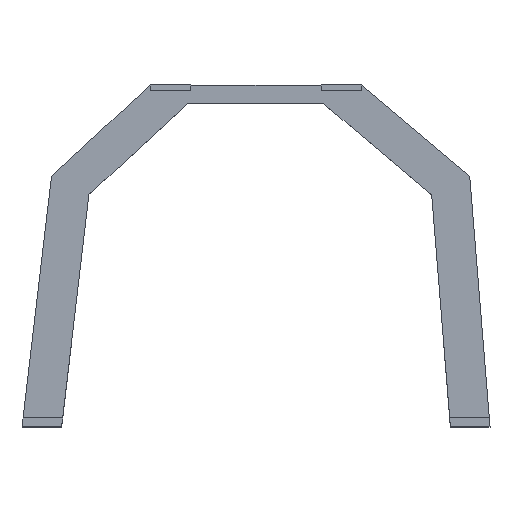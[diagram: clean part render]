
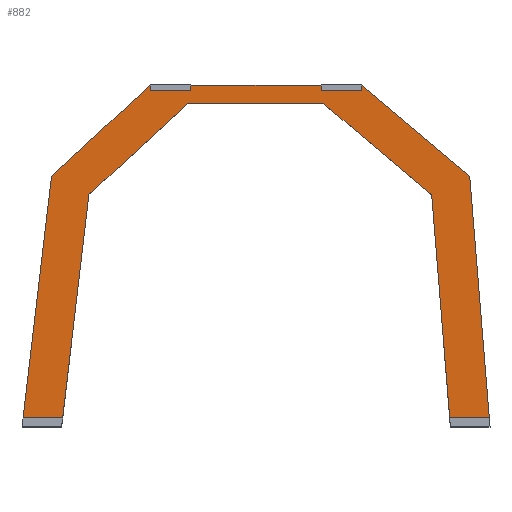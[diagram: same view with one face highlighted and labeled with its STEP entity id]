
A CAD part, top view. The second image highlights one B-rep face of the part: STEP entity #882.
In plain terms, the highlighted planar face has unit normal (0, 0, 1).
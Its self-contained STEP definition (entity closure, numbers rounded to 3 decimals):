
#8 = ORIENTED_EDGE ( 'NONE', *, *, #1089, .T. ) ;
#11 = EDGE_LOOP ( 'NONE', ( #379, #794, #262, #1076, #8, #552, #197, #543, #961, #241, #954, #74, #699, #85, #24, #801, #416, #423 ) ) ;
#22 = DIRECTION ( 'NONE',  ( 1., 0., 0. ) ) ;
#24 = ORIENTED_EDGE ( 'NONE', *, *, #1002, .T. ) ;
#25 = VERTEX_POINT ( 'NONE', #1064 ) ;
#27 = VECTOR ( 'NONE', #749, 1000. ) ;
#30 = VECTOR ( 'NONE', #734, 1000. ) ;
#36 = CARTESIAN_POINT ( 'NONE',  ( 0.294, 2.5, 10. ) ) ;
#48 = VECTOR ( 'NONE', #727, 1000. ) ;
#68 = VERTEX_POINT ( 'NONE', #211 ) ;
#74 = ORIENTED_EDGE ( 'NONE', *, *, #565, .T. ) ;
#77 = CARTESIAN_POINT ( 'NONE',  ( 72.124, 93.5, 10. ) ) ;
#78 = VERTEX_POINT ( 'NONE', #391 ) ;
#81 = CARTESIAN_POINT ( 'NONE',  ( 102.792, 64.491, 10. ) ) ;
#84 = EDGE_CURVE ( 'NONE', #78, #260, #561, .T. ) ;
#85 = ORIENTED_EDGE ( 'NONE', *, *, #363, .T. ) ;
#95 = CARTESIAN_POINT ( 'NONE',  ( 0., 0., 10. ) ) ;
#116 = CARTESIAN_POINT ( 'NONE',  ( 83.354, 95., 10. ) ) ;
#124 = VECTOR ( 'NONE', #839, 1000. ) ;
#130 = CARTESIAN_POINT ( 'NONE',  ( 72.568, 90., 10. ) ) ;
#143 = VECTOR ( 'NONE', #468, 1000. ) ;
#152 = EDGE_CURVE ( 'NONE', #171, #676, #300, .T. ) ;
#154 = EDGE_CURVE ( 'NONE', #1077, #975, #293, .T. ) ;
#168 = EDGE_CURVE ( 'NONE', #537, #975, #646, .T. ) ;
#171 = VERTEX_POINT ( 'NONE', #719 ) ;
#193 = DIRECTION ( 'NONE',  ( 0., -1., 0. ) ) ;
#197 = ORIENTED_EDGE ( 'NONE', *, *, #168, .F. ) ;
#205 = VERTEX_POINT ( 'NONE', #758 ) ;
#211 = CARTESIAN_POINT ( 'NONE',  ( 24.646, 95., 10. ) ) ;
#222 = VECTOR ( 'NONE', #249, 1000. ) ;
#225 = CARTESIAN_POINT ( 'NONE',  ( -2.811, 69.663, 10. ) ) ;
#241 = ORIENTED_EDGE ( 'NONE', *, *, #272, .T. ) ;
#249 = DIRECTION ( 'NONE',  ( 0., -1., 0. ) ) ;
#256 = LINE ( 'NONE', #865, #482 ) ;
#258 = VECTOR ( 'NONE', #308, 1000. ) ;
#260 = VERTEX_POINT ( 'NONE', #492 ) ;
#262 = ORIENTED_EDGE ( 'NONE', *, *, #1007, .T. ) ;
#272 = EDGE_CURVE ( 'NONE', #205, #697, #486, .T. ) ;
#277 = VERTEX_POINT ( 'NONE', #721 ) ;
#286 = VECTOR ( 'NONE', #891, 1000. ) ;
#287 = DIRECTION ( 'NONE',  ( -1., 0., 0. ) ) ;
#293 = LINE ( 'NONE', #993, #30 ) ;
#300 = LINE ( 'NONE', #820, #325 ) ;
#301 = LINE ( 'NONE', #130, #1093 ) ;
#308 = DIRECTION ( 'NONE',  ( -0.735, -0.678, 0. ) ) ;
#310 = EDGE_CURVE ( 'NONE', #450, #697, #393, .T. ) ;
#325 = VECTOR ( 'NONE', #193, 1000. ) ;
#329 = VECTOR ( 'NONE', #22, 1000. ) ;
#335 = LINE ( 'NONE', #518, #841 ) ;
#352 = VERTEX_POINT ( 'NONE', #390 ) ;
#353 = CARTESIAN_POINT ( 'NONE',  ( 24.646, 95., 10. ) ) ;
#363 = EDGE_CURVE ( 'NONE', #850, #819, #807, .T. ) ;
#377 = AXIS2_PLACEMENT_3D ( 'NONE', #95, #789, #526 ) ;
#379 = ORIENTED_EDGE ( 'NONE', *, *, #1105, .T. ) ;
#387 = VECTOR ( 'NONE', #287, 1000. ) ;
#390 = CARTESIAN_POINT ( 'NONE',  ( 118.798, 2.5, 10. ) ) ;
#391 = CARTESIAN_POINT ( 'NONE',  ( 83.354, 95., 10. ) ) ;
#392 = LINE ( 'NONE', #628, #564 ) ;
#393 = LINE ( 'NONE', #36, #387 ) ;
#416 = ORIENTED_EDGE ( 'NONE', *, *, #847, .F. ) ;
#423 = ORIENTED_EDGE ( 'NONE', *, *, #1055, .T. ) ;
#450 = VERTEX_POINT ( 'NONE', #1026 ) ;
#453 = CARTESIAN_POINT ( 'NONE',  ( 7.581, 64.491, 10. ) ) ;
#467 = LINE ( 'NONE', #813, #48 ) ;
#468 = DIRECTION ( 'NONE',  ( -0.117, -0.993, 0. ) ) ;
#482 = VECTOR ( 'NONE', #869, 1000. ) ;
#486 = LINE ( 'NONE', #900, #143 ) ;
#492 = CARTESIAN_POINT ( 'NONE',  ( 83.354, 93.5, 10. ) ) ;
#493 = LINE ( 'NONE', #1097, #124 ) ;
#518 = CARTESIAN_POINT ( 'NONE',  ( 0., 0., 10. ) ) ;
#526 = DIRECTION ( 'NONE',  ( -1., 0., 0. ) ) ;
#537 = VERTEX_POINT ( 'NONE', #1039 ) ;
#540 = FACE_OUTER_BOUND ( 'NONE', #11, .T. ) ;
#543 = ORIENTED_EDGE ( 'NONE', *, *, #843, .F. ) ;
#546 = CARTESIAN_POINT ( 'NONE',  ( 24.646, 93.5, 10. ) ) ;
#547 = CARTESIAN_POINT ( 'NONE',  ( 7.581, 64.491, 10. ) ) ;
#552 = ORIENTED_EDGE ( 'NONE', *, *, #154, .T. ) ;
#561 = LINE ( 'NONE', #116, #1104 ) ;
#562 = CARTESIAN_POINT ( 'NONE',  ( 35.876, 93.5, 10. ) ) ;
#564 = VECTOR ( 'NONE', #1100, 1000. ) ;
#565 = EDGE_CURVE ( 'NONE', #450, #890, #335, .T. ) ;
#572 = CARTESIAN_POINT ( 'NONE',  ( 35.224, 90., 10. ) ) ;
#579 = LINE ( 'NONE', #1027, #27 ) ;
#628 = CARTESIAN_POINT ( 'NONE',  ( 83.354, 93.5, 10. ) ) ;
#646 = LINE ( 'NONE', #546, #286 ) ;
#676 = VERTEX_POINT ( 'NONE', #77 ) ;
#697 = VERTEX_POINT ( 'NONE', #1048 ) ;
#699 = ORIENTED_EDGE ( 'NONE', *, *, #930, .T. ) ;
#713 = DIRECTION ( 'NONE',  ( 0.764, -0.645, 0. ) ) ;
#719 = CARTESIAN_POINT ( 'NONE',  ( 72.124, 95., 10. ) ) ;
#721 = CARTESIAN_POINT ( 'NONE',  ( 107.798, 2.5, 10. ) ) ;
#727 = DIRECTION ( 'NONE',  ( 0.08, -0.997, 0. ) ) ;
#734 = DIRECTION ( 'NONE',  ( 0., -1., 0. ) ) ;
#743 = LINE ( 'NONE', #1107, #1017 ) ;
#747 = CARTESIAN_POINT ( 'NONE',  ( 35.876, 95., 10. ) ) ;
#749 = DIRECTION ( 'NONE',  ( -0.764, 0.645, 0. ) ) ;
#758 = CARTESIAN_POINT ( 'NONE',  ( -2.811, 69.663, 10. ) ) ;
#778 = CARTESIAN_POINT ( 'NONE',  ( 72.568, 90., 10. ) ) ;
#789 = DIRECTION ( 'NONE',  ( 0., 0., -1. ) ) ;
#794 = ORIENTED_EDGE ( 'NONE', *, *, #84, .T. ) ;
#801 = ORIENTED_EDGE ( 'NONE', *, *, #946, .T. ) ;
#807 = LINE ( 'NONE', #572, #329 ) ;
#812 = DIRECTION ( 'NONE',  ( 0., -1., 0. ) ) ;
#813 = CARTESIAN_POINT ( 'NONE',  ( 102.792, 64.491, 10. ) ) ;
#819 = VERTEX_POINT ( 'NONE', #778 ) ;
#820 = CARTESIAN_POINT ( 'NONE',  ( 72.124, 95., 10. ) ) ;
#833 = VECTOR ( 'NONE', #899, 1000. ) ;
#835 = LINE ( 'NONE', #225, #258 ) ;
#839 = DIRECTION ( 'NONE',  ( -1., 0., 0. ) ) ;
#841 = VECTOR ( 'NONE', #1131, 1000. ) ;
#843 = EDGE_CURVE ( 'NONE', #68, #537, #1133, .T. ) ;
#847 = EDGE_CURVE ( 'NONE', #352, #277, #256, .T. ) ;
#850 = VERTEX_POINT ( 'NONE', #1139 ) ;
#862 = VERTEX_POINT ( 'NONE', #81 ) ;
#865 = CARTESIAN_POINT ( 'NONE',  ( 118.798, 2.5, 10. ) ) ;
#869 = DIRECTION ( 'NONE',  ( -1., 0., 0. ) ) ;
#877 = PLANE ( 'NONE',  #377 ) ;
#882 = ADVANCED_FACE ( 'NONE', ( #540 ), #877, .F. ) ;
#890 = VERTEX_POINT ( 'NONE', #453 ) ;
#891 = DIRECTION ( 'NONE',  ( 1., 0., 0. ) ) ;
#899 = DIRECTION ( 'NONE',  ( 0.735, 0.678, 0. ) ) ;
#900 = CARTESIAN_POINT ( 'NONE',  ( -11., 0., 10. ) ) ;
#924 = DIRECTION ( 'NONE',  ( -0.08, 0.997, 0. ) ) ;
#930 = EDGE_CURVE ( 'NONE', #890, #850, #1091, .T. ) ;
#946 = EDGE_CURVE ( 'NONE', #862, #277, #467, .T. ) ;
#954 = ORIENTED_EDGE ( 'NONE', *, *, #310, .F. ) ;
#961 = ORIENTED_EDGE ( 'NONE', *, *, #1022, .T. ) ;
#975 = VERTEX_POINT ( 'NONE', #562 ) ;
#993 = CARTESIAN_POINT ( 'NONE',  ( 35.876, 95., 10. ) ) ;
#1002 = EDGE_CURVE ( 'NONE', #819, #862, #301, .T. ) ;
#1007 = EDGE_CURVE ( 'NONE', #260, #676, #392, .T. ) ;
#1017 = VECTOR ( 'NONE', #924, 1000. ) ;
#1022 = EDGE_CURVE ( 'NONE', #68, #205, #835, .T. ) ;
#1026 = CARTESIAN_POINT ( 'NONE',  ( 0.294, 2.5, 10. ) ) ;
#1027 = CARTESIAN_POINT ( 'NONE',  ( 83.354, 95., 10. ) ) ;
#1039 = CARTESIAN_POINT ( 'NONE',  ( 24.646, 93.5, 10. ) ) ;
#1048 = CARTESIAN_POINT ( 'NONE',  ( -10.706, 2.5, 10. ) ) ;
#1055 = EDGE_CURVE ( 'NONE', #352, #25, #743, .T. ) ;
#1064 = CARTESIAN_POINT ( 'NONE',  ( 113.374, 69.663, 10. ) ) ;
#1076 = ORIENTED_EDGE ( 'NONE', *, *, #152, .F. ) ;
#1077 = VERTEX_POINT ( 'NONE', #747 ) ;
#1089 = EDGE_CURVE ( 'NONE', #171, #1077, #493, .T. ) ;
#1091 = LINE ( 'NONE', #547, #833 ) ;
#1093 = VECTOR ( 'NONE', #713, 1000. ) ;
#1097 = CARTESIAN_POINT ( 'NONE',  ( 24.646, 95., 10. ) ) ;
#1100 = DIRECTION ( 'NONE',  ( -1., 0., 0. ) ) ;
#1104 = VECTOR ( 'NONE', #812, 1000. ) ;
#1105 = EDGE_CURVE ( 'NONE', #25, #78, #579, .T. ) ;
#1107 = CARTESIAN_POINT ( 'NONE',  ( 113.374, 69.663, 10. ) ) ;
#1131 = DIRECTION ( 'NONE',  ( 0.117, 0.993, 0. ) ) ;
#1133 = LINE ( 'NONE', #353, #222 ) ;
#1139 = CARTESIAN_POINT ( 'NONE',  ( 35.224, 90., 10. ) ) ;
